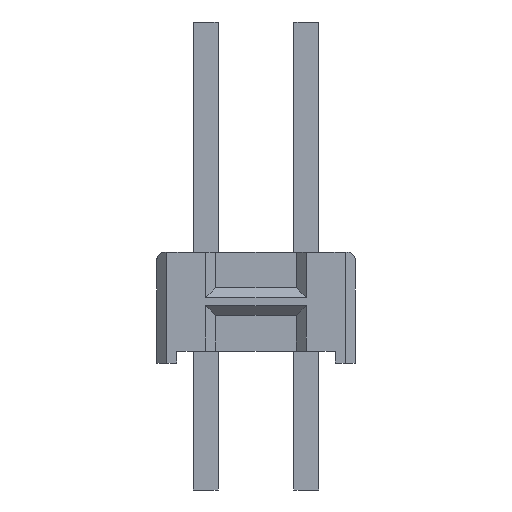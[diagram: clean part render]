
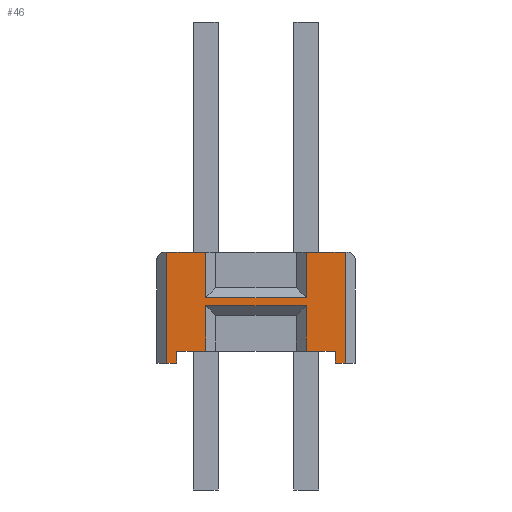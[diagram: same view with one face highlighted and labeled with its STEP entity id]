
A CAD part, left-side view. The second image highlights one B-rep face of the part: STEP entity #46.
In plain terms, the highlighted planar face has unit normal (-1, 0, 0).
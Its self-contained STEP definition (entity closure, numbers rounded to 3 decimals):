
#46=ADVANCED_FACE('',(#295),#296,.F.);
#295=FACE_OUTER_BOUND('',#823,.T.);
#296=PLANE('',#824);
#823=EDGE_LOOP('',(#1351,#1352,#1353,#1354,#1355,#1356,#1357,#1358,#1359,#1360,#1361,#1362,#1363,#1364,#1365,#1366));
#824=AXIS2_PLACEMENT_3D('',#1367,#1368,#1369);
#1351=ORIENTED_EDGE('',*,*,#3379,.F.);
#1352=ORIENTED_EDGE('',*,*,#3380,.F.);
#1353=ORIENTED_EDGE('',*,*,#3381,.F.);
#1354=ORIENTED_EDGE('',*,*,#3382,.F.);
#1355=ORIENTED_EDGE('',*,*,#3383,.T.);
#1356=ORIENTED_EDGE('',*,*,#3384,.T.);
#1357=ORIENTED_EDGE('',*,*,#3385,.F.);
#1358=ORIENTED_EDGE('',*,*,#3386,.F.);
#1359=ORIENTED_EDGE('',*,*,#3387,.F.);
#1360=ORIENTED_EDGE('',*,*,#3388,.F.);
#1361=ORIENTED_EDGE('',*,*,#3389,.F.);
#1362=ORIENTED_EDGE('',*,*,#3390,.T.);
#1363=ORIENTED_EDGE('',*,*,#3391,.F.);
#1364=ORIENTED_EDGE('',*,*,#3392,.F.);
#1365=ORIENTED_EDGE('',*,*,#3393,.F.);
#1366=ORIENTED_EDGE('',*,*,#3394,.T.);
#1367=CARTESIAN_POINT('',(-10.16,0.0,0.0));
#1368=DIRECTION('',(1.0,0.0,0.0));
#1369=DIRECTION('',(0.0,1.0,-0.0));
#3379=EDGE_CURVE('',#4021,#4022,#4023,.T.);
#3380=EDGE_CURVE('',#4024,#4021,#4025,.T.);
#3381=EDGE_CURVE('',#4026,#4024,#4027,.T.);
#3382=EDGE_CURVE('',#4028,#4026,#4029,.T.);
#3383=EDGE_CURVE('',#4028,#4030,#4031,.T.);
#3384=EDGE_CURVE('',#4030,#4032,#4033,.T.);
#3385=EDGE_CURVE('',#4034,#4032,#4035,.T.);
#3386=EDGE_CURVE('',#4036,#4034,#4037,.T.);
#3387=EDGE_CURVE('',#4038,#4036,#4039,.T.);
#3388=EDGE_CURVE('',#4040,#4038,#4041,.T.);
#3389=EDGE_CURVE('',#4042,#4040,#4043,.T.);
#3390=EDGE_CURVE('',#4042,#4044,#4045,.T.);
#3391=EDGE_CURVE('',#4046,#4044,#4047,.T.);
#3392=EDGE_CURVE('',#4048,#4046,#4049,.T.);
#3393=EDGE_CURVE('',#4050,#4048,#4051,.T.);
#3394=EDGE_CURVE('',#4050,#4022,#4052,.T.);
#4021=VERTEX_POINT('',#5091);
#4022=VERTEX_POINT('',#5092);
#4023=LINE('',#5093,#5094);
#4024=VERTEX_POINT('',#5095);
#4025=LINE('',#5096,#5097);
#4026=VERTEX_POINT('',#5098);
#4027=LINE('',#5099,#5100);
#4028=VERTEX_POINT('',#5101);
#4029=LINE('',#5102,#5103);
#4030=VERTEX_POINT('',#5104);
#4031=LINE('',#5105,#5106);
#4032=VERTEX_POINT('',#5107);
#4033=LINE('',#5108,#5109);
#4034=VERTEX_POINT('',#5110);
#4035=LINE('',#5111,#5112);
#4036=VERTEX_POINT('',#5113);
#4037=LINE('',#5114,#5115);
#4038=VERTEX_POINT('',#5116);
#4039=LINE('',#5117,#5118);
#4040=VERTEX_POINT('',#5119);
#4041=LINE('',#5120,#5121);
#4042=VERTEX_POINT('',#5122);
#4043=LINE('',#5123,#5124);
#4044=VERTEX_POINT('',#5125);
#4045=LINE('',#5126,#5127);
#4046=VERTEX_POINT('',#5128);
#4047=LINE('',#5129,#5130);
#4048=VERTEX_POINT('',#5131);
#4049=LINE('',#5132,#5133);
#4050=VERTEX_POINT('',#5134);
#4051=LINE('',#5135,#5136);
#4052=LINE('',#5137,#5138);
#5091=CARTESIAN_POINT('',(-10.16,2.0,-2.8));
#5092=CARTESIAN_POINT('',(-10.16,2.25,-2.8));
#5093=CARTESIAN_POINT('',(-10.16,2.0,-2.8));
#5094=VECTOR('',#6931,0.25);
#5095=CARTESIAN_POINT('',(-10.16,2.0,-2.5));
#5096=CARTESIAN_POINT('',(-10.16,2.0,-2.5));
#5097=VECTOR('',#6932,0.3);
#5098=CARTESIAN_POINT('',(-10.16,1.27,-2.5));
#5099=CARTESIAN_POINT('',(-10.16,1.27,-2.5));
#5100=VECTOR('',#6933,0.73);
#5101=CARTESIAN_POINT('',(-10.16,1.27,-1.35));
#5102=CARTESIAN_POINT('',(-10.16,1.27,-1.35));
#5103=VECTOR('',#6934,1.15);
#5104=CARTESIAN_POINT('',(-10.16,-1.27,-1.35));
#5105=CARTESIAN_POINT('',(-10.16,1.27,-1.35));
#5106=VECTOR('',#6935,2.54);
#5107=CARTESIAN_POINT('',(-10.16,-1.27,-2.5));
#5108=CARTESIAN_POINT('',(-10.16,-1.27,-1.35));
#5109=VECTOR('',#6936,1.15);
#5110=CARTESIAN_POINT('',(-10.16,-2.0,-2.5));
#5111=CARTESIAN_POINT('',(-10.16,-2.0,-2.5));
#5112=VECTOR('',#6937,0.73);
#5113=CARTESIAN_POINT('',(-10.16,-2.0,-2.8));
#5114=CARTESIAN_POINT('',(-10.16,-2.0,-2.8));
#5115=VECTOR('',#6938,0.3);
#5116=CARTESIAN_POINT('',(-10.16,-2.25,-2.8));
#5117=CARTESIAN_POINT('',(-10.16,-2.25,-2.8));
#5118=VECTOR('',#6939,0.25);
#5119=CARTESIAN_POINT('',(-10.16,-2.25,0.0));
#5120=CARTESIAN_POINT('',(-10.16,-2.25,0.0));
#5121=VECTOR('',#6940,2.8);
#5122=CARTESIAN_POINT('',(-10.16,-1.27,0.0));
#5123=CARTESIAN_POINT('',(-10.16,-1.27,0.0));
#5124=VECTOR('',#6941,0.98);
#5125=CARTESIAN_POINT('',(-10.16,-1.27,-1.15));
#5126=CARTESIAN_POINT('',(-10.16,-1.27,0.0));
#5127=VECTOR('',#6942,1.15);
#5128=CARTESIAN_POINT('',(-10.16,1.27,-1.15));
#5129=CARTESIAN_POINT('',(-10.16,1.27,-1.15));
#5130=VECTOR('',#6943,2.54);
#5131=CARTESIAN_POINT('',(-10.16,1.27,0.0));
#5132=CARTESIAN_POINT('',(-10.16,1.27,0.0));
#5133=VECTOR('',#6944,1.15);
#5134=CARTESIAN_POINT('',(-10.16,2.25,0.0));
#5135=CARTESIAN_POINT('',(-10.16,2.25,0.0));
#5136=VECTOR('',#6945,0.98);
#5137=CARTESIAN_POINT('',(-10.16,2.25,0.0));
#5138=VECTOR('',#6946,2.8);
#6931=DIRECTION('',(0.0,1.0,0.0));
#6932=DIRECTION('',(0.0,0.0,-1.0));
#6933=DIRECTION('',(0.0,1.0,0.0));
#6934=DIRECTION('',(0.0,0.0,-1.0));
#6935=DIRECTION('',(0.0,-1.0,0.0));
#6936=DIRECTION('',(0.0,0.0,-1.0));
#6937=DIRECTION('',(0.0,1.0,0.0));
#6938=DIRECTION('',(0.0,0.0,1.0));
#6939=DIRECTION('',(0.0,1.0,0.0));
#6940=DIRECTION('',(0.0,0.0,-1.0));
#6941=DIRECTION('',(0.0,-1.0,0.0));
#6942=DIRECTION('',(0.0,0.0,-1.0));
#6943=DIRECTION('',(0.0,-1.0,0.0));
#6944=DIRECTION('',(0.0,0.0,-1.0));
#6945=DIRECTION('',(0.0,-1.0,0.0));
#6946=DIRECTION('',(0.0,0.0,-1.0));
